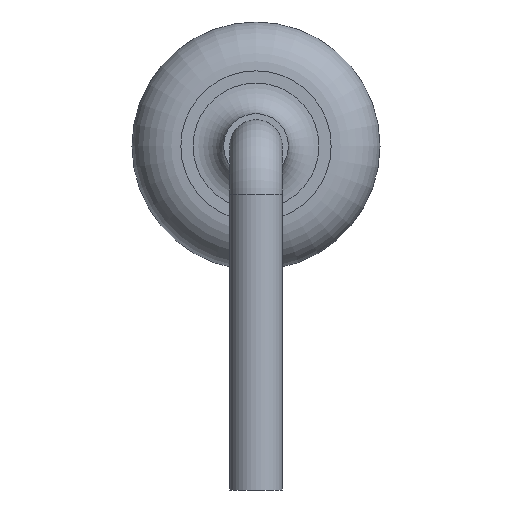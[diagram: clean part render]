
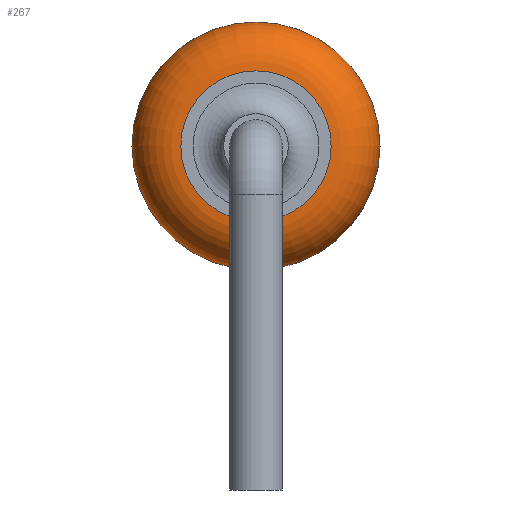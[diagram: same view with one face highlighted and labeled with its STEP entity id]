
A CAD part, left-side view. The second image highlights one B-rep face of the part: STEP entity #267.
In plain terms, the highlighted toroidal (fillet/blend) face has major radius 1.23 mm and minor radius 0.8 mm.
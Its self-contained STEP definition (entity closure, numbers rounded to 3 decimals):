
#38=TOROIDAL_SURFACE('',#315,1.23,0.8);
#56=FACE_BOUND('',#122,.T.);
#81=FACE_OUTER_BOUND('',#121,.T.);
#121=EDGE_LOOP('',(#231));
#122=EDGE_LOOP('',(#232));
#142=CIRCLE('',#302,1.23);
#148=CIRCLE('',#316,2.03);
#164=VERTEX_POINT('',#459);
#170=VERTEX_POINT('',#479);
#186=EDGE_CURVE('',#164,#164,#142,.T.);
#192=EDGE_CURVE('',#170,#170,#148,.T.);
#231=ORIENTED_EDGE('',*,*,#192,.T.);
#232=ORIENTED_EDGE('',*,*,#186,.T.);
#267=ADVANCED_FACE('',(#81,#56),#38,.T.);
#302=AXIS2_PLACEMENT_3D('',#460,#378,#379);
#315=AXIS2_PLACEMENT_3D('',#478,#404,#405);
#316=AXIS2_PLACEMENT_3D('',#480,#406,#407);
#378=DIRECTION('center_axis',(1.,0.,0.));
#379=DIRECTION('ref_axis',(0.,0.,
1.));
#404=DIRECTION('center_axis',(-1.,0.,0.));
#405=DIRECTION('ref_axis',(0.,0.,1.));
#406=DIRECTION('center_axis',(-1.,0.,0.));
#407=DIRECTION('ref_axis',(0.,0.,
1.));
#459=CARTESIAN_POINT('',(-4.265,0.,0.8));
#460=CARTESIAN_POINT('Origin',(-4.265,0.,2.03));
#478=CARTESIAN_POINT('Origin',(-3.465,0.,2.03));
#479=CARTESIAN_POINT('',(-3.465,0.,0.));
#480=CARTESIAN_POINT('Origin',(-3.465,0.,2.03));
